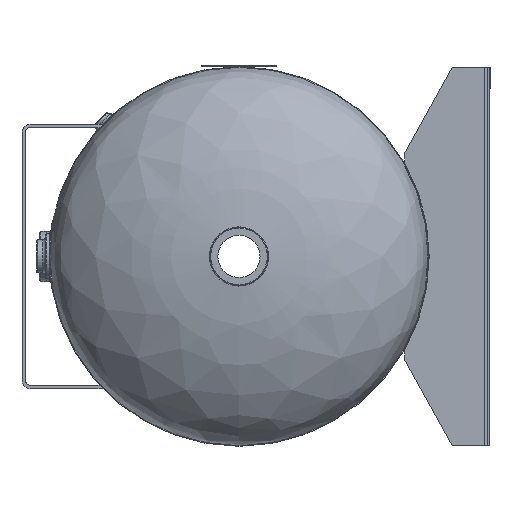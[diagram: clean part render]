
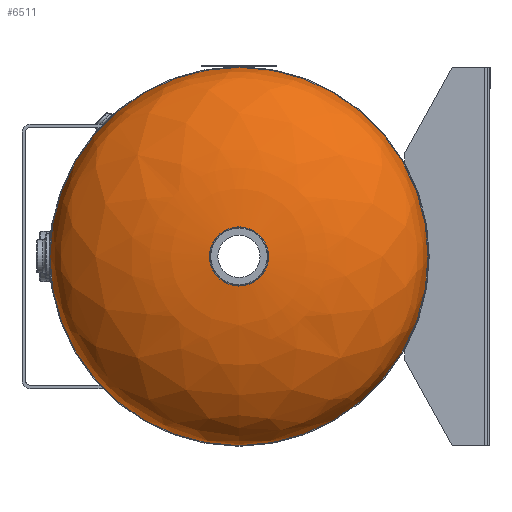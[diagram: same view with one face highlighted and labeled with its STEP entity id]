
A CAD part, left-side view. The second image highlights one B-rep face of the part: STEP entity #6511.
In plain terms, the highlighted free-form (B-spline) face has degree [2, 2] with [3, 9] control points.
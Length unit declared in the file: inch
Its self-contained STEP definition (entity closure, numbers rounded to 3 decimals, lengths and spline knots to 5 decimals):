
#117=ELLIPSE('',#7036,10.,5.062);
#121=(
BOUNDED_SURFACE()
B_SPLINE_SURFACE(2,2,((#10081,#10082,#10083,#10084,#10085,#10086,#10087,
#10088,#10089),(#10090,#10091,#10092,#10093,#10094,#10095,#10096,#10097,
#10098),(#10099,#10100,#10101,#10102,#10103,#10104,#10105,#10106,#10107)),
 .UNSPECIFIED.,.F.,.T.,.F.)
B_SPLINE_SURFACE_WITH_KNOTS((3,3),(3,2,2,2,3),(0.,1.5708),(0.,
1.5708,3.14159,4.71239,6.28319),
 .UNSPECIFIED.)
GEOMETRIC_REPRESENTATION_ITEM()
RATIONAL_B_SPLINE_SURFACE(((1.,0.707,1.,0.707,1.,
0.707,1.,0.707,1.),(0.707,0.5,0.707,
0.5,0.707,0.5,0.707,0.5,0.707),(1.,
0.707,1.,0.707,1.,0.707,1.,0.707,
1.)))
REPRESENTATION_ITEM('')
SURFACE()
);
#236=CIRCLE('',#7012,1.34375);
#247=CIRCLE('',#7031,10.);
#2079=FACE_OUTER_BOUND('',#2502,.T.);
#2502=EDGE_LOOP('',(#4684,#4685,#4686,#4687));
#3081=VERTEX_POINT('',#10043);
#3092=VERTEX_POINT('',#10073);
#3720=EDGE_CURVE('',#3081,#3081,#236,.T.);
#3731=EDGE_CURVE('',#3092,#3092,#247,.T.);
#3734=EDGE_CURVE('',#3081,#3092,#117,.T.);
#4684=ORIENTED_EDGE('',*,*,#3720,.T.);
#4685=ORIENTED_EDGE('',*,*,#3734,.T.);
#4686=ORIENTED_EDGE('',*,*,#3731,.F.);
#4687=ORIENTED_EDGE('',*,*,#3734,.F.);
#6511=ADVANCED_FACE('',(#2079),#121,.T.);
#7012=AXIS2_PLACEMENT_3D('',#10044,#7642,#7643);
#7031=AXIS2_PLACEMENT_3D('',#10074,#7680,#7681);
#7036=AXIS2_PLACEMENT_3D('',#10108,#7690,#7691);
#7642=DIRECTION('center_axis',(0.,-1.,0.));
#7643=DIRECTION('ref_axis',(0.809,0.,-0.588));
#7680=DIRECTION('center_axis',(0.,-1.,0.));
#7681=DIRECTION('ref_axis',(1.,0.,0.));
#7690=DIRECTION('center_axis',(0.,0.,-1.));
#7691=DIRECTION('ref_axis',(1.,0.,0.));
#10043=CARTESIAN_POINT('',(1.34375,5.01609,0.));
#10044=CARTESIAN_POINT('Origin',(0.,5.01609,
0.));
#10073=CARTESIAN_POINT('',(10.,0.,0.));
#10074=CARTESIAN_POINT('Origin',(0.,0.,0.));
#10081=CARTESIAN_POINT('Ctrl Pts',(10.,0.,0.));
#10082=CARTESIAN_POINT('Ctrl Pts',(10.,0.,10.));
#10083=CARTESIAN_POINT('Ctrl Pts',(0.,0.,10.));
#10084=CARTESIAN_POINT('Ctrl Pts',(-10.,0.,10.));
#10085=CARTESIAN_POINT('Ctrl Pts',(-10.,0.,0.));
#10086=CARTESIAN_POINT('Ctrl Pts',(-10.,0.,-10.));
#10087=CARTESIAN_POINT('Ctrl Pts',(0.,0.,-10.));
#10088=CARTESIAN_POINT('Ctrl Pts',(10.,0.,-10.));
#10089=CARTESIAN_POINT('Ctrl Pts',(10.,0.,0.));
#10090=CARTESIAN_POINT('Ctrl Pts',(10.,5.062,0.));
#10091=CARTESIAN_POINT('Ctrl Pts',(10.,5.062,10.));
#10092=CARTESIAN_POINT('Ctrl Pts',(0.,5.062,10.));
#10093=CARTESIAN_POINT('Ctrl Pts',(-10.,5.062,10.));
#10094=CARTESIAN_POINT('Ctrl Pts',(-10.,5.062,0.));
#10095=CARTESIAN_POINT('Ctrl Pts',(-10.,5.062,-10.));
#10096=CARTESIAN_POINT('Ctrl Pts',(0.,5.062,-10.));
#10097=CARTESIAN_POINT('Ctrl Pts',(10.,5.062,-10.));
#10098=CARTESIAN_POINT('Ctrl Pts',(10.,5.062,0.));
#10099=CARTESIAN_POINT('Ctrl Pts',(0.,5.062,0.));
#10100=CARTESIAN_POINT('Ctrl Pts',(0.,5.062,0.));
#10101=CARTESIAN_POINT('Ctrl Pts',(0.,5.062,0.));
#10102=CARTESIAN_POINT('Ctrl Pts',(0.,5.062,0.));
#10103=CARTESIAN_POINT('Ctrl Pts',(0.,5.062,0.));
#10104=CARTESIAN_POINT('Ctrl Pts',(0.,5.062,0.));
#10105=CARTESIAN_POINT('Ctrl Pts',(0.,5.062,0.));
#10106=CARTESIAN_POINT('Ctrl Pts',(0.,5.062,0.));
#10107=CARTESIAN_POINT('Ctrl Pts',(0.,5.062,0.));
#10108=CARTESIAN_POINT('Origin',(0.,0.,0.));
